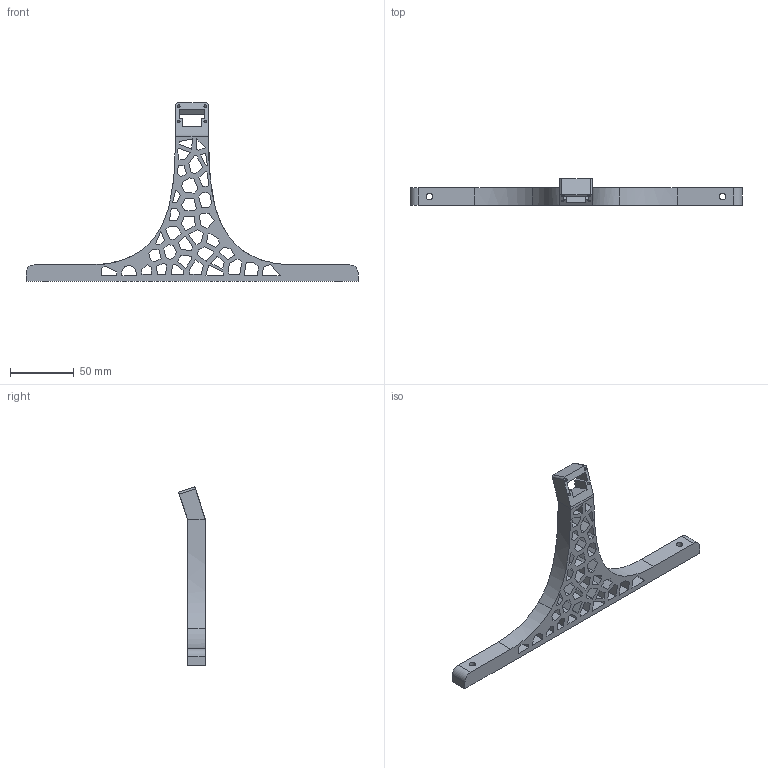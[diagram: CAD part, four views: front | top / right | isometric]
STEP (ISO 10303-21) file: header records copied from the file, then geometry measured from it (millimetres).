
FILE_DESCRIPTION(/* description */ (''),/* implementation_level */ '2;1');
FILE_NAME(/* name */ 'Camera Mount v3.step',/* time_stamp */ '2024-08-17T12:33:06-04:00',/* author */ (''),/* organization */ (''),/* preprocessor_version */ 'ST-DEVELOPER v20',/* originating_system */ 'Autodesk Translation Framework v13.14.0.145',/* authorisation */ '');
FILE_SCHEMA (('AUTOMOTIVE_DESIGN { 1 0 10303 214 3 1 1 }'));
Length unit declared in the file: inch
Products named in the file (1): Camera Mount
Bounding box: 260.35 x 20.89 x 139.7 mm (x, y, z)
Volume: 79630.8 mm3; surface area: 39395.3 mm2
Topology: 1 solids, 1 shells, 230 faces, 684 edges, 456 vertices
Faces by surface type: plane 214, cylinder 12, bspline 4
Full cylindrical faces by diameter (mm): 2.3 x4, 5.159 x2
Entity records: 8006 total; most frequent: CARTESIAN_POINT 1635, ORIENTED_EDGE 1368, DIRECTION 1152, EDGE_CURVE 684, LINE 650, VECTOR 650, VERTEX_POINT 456, EDGE_LOOP 314
